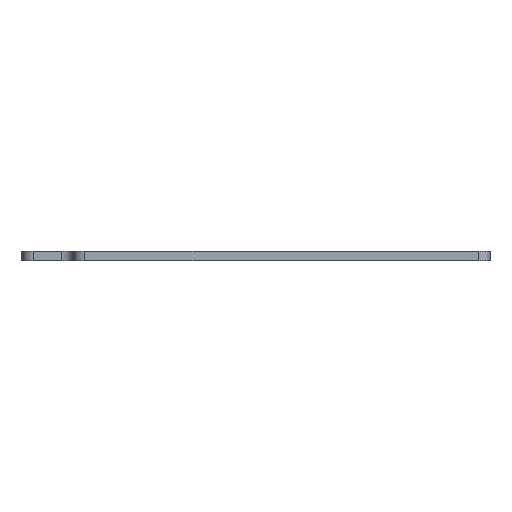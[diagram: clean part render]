
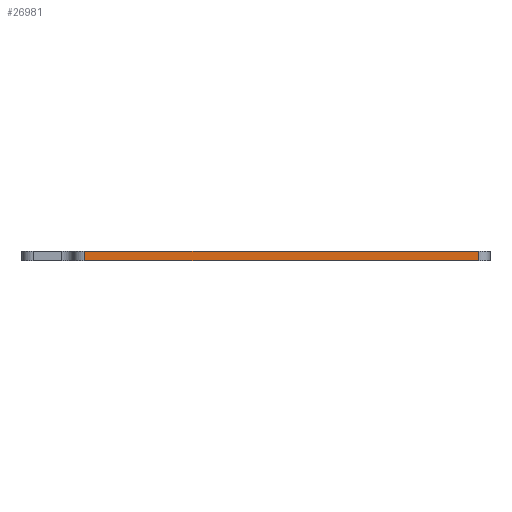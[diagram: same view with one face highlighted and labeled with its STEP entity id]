
A CAD part, left-side view. The second image highlights one B-rep face of the part: STEP entity #26981.
In plain terms, the highlighted planar face has unit normal (-1, 0, 0).
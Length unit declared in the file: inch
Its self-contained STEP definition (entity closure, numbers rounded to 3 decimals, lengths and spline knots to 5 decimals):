
#58 = CYLINDRICAL_SURFACE('',#59,0.07874);
#59 = AXIS2_PLACEMENT_3D('',#60,#61,#62);
#60 = CARTESIAN_POINT('',(-2.17028,1.65354,0.));
#61 = DIRECTION('',(0.,0.,-1.));
#62 = DIRECTION('',(1.,0.,0.));
#86 = PLANE('',#87);
#87 = AXIS2_PLACEMENT_3D('',#88,#89,#90);
#88 = CARTESIAN_POINT('',(-2.17028,1.73228,
    0.06299));
#89 = DIRECTION('',(0.,0.,-1.));
#90 = DIRECTION('',(-1.,0.,0.));
#140 = PLANE('',#141);
#141 = AXIS2_PLACEMENT_3D('',#142,#143,#144);
#142 = CARTESIAN_POINT('',(-2.17028,1.73228,0.));
#143 = DIRECTION('',(0.,0.,-1.));
#144 = DIRECTION('',(-1.,0.,0.));
#156 = VERTEX_POINT('',#157);
#157 = CARTESIAN_POINT('',(-2.24902,1.65354,0.));
#183 = EDGE_CURVE('',#156,#184,#186,.T.);
#184 = VERTEX_POINT('',#185);
#185 = CARTESIAN_POINT('',(-2.24902,1.65354,
    0.06299));
#186 = SURFACE_CURVE('',#187,(#191,#198),.PCURVE_S1.);
#187 = LINE('',#188,#189);
#188 = CARTESIAN_POINT('',(-2.24902,1.65354,0.));
#189 = VECTOR('',#190,0.03937);
#190 = DIRECTION('',(0.,0.,1.));
#191 = PCURVE('',#58,#192);
#192 = DEFINITIONAL_REPRESENTATION('',(#193),#197);
#193 = LINE('',#194,#195);
#194 = CARTESIAN_POINT('',(3.142,0.));
#195 = VECTOR('',#196,1.);
#196 = DIRECTION('',(0.,-1.));
#197 = ( GEOMETRIC_REPRESENTATION_CONTEXT(2) 
PARAMETRIC_REPRESENTATION_CONTEXT() REPRESENTATION_CONTEXT('2D SPACE',''
  ) );
#198 = PCURVE('',#199,#204);
#199 = PLANE('',#200);
#200 = AXIS2_PLACEMENT_3D('',#201,#202,#203);
#201 = CARTESIAN_POINT('',(-2.24902,-1.06299,0.));
#202 = DIRECTION('',(-1.,0.,0.));
#203 = DIRECTION('',(0.,1.,0.));
#204 = DEFINITIONAL_REPRESENTATION('',(#205),#209);
#205 = LINE('',#206,#207);
#206 = CARTESIAN_POINT('',(2.717,0.));
#207 = VECTOR('',#208,1.);
#208 = DIRECTION('',(0.,-1.));
#209 = ( GEOMETRIC_REPRESENTATION_CONTEXT(2) 
PARAMETRIC_REPRESENTATION_CONTEXT() REPRESENTATION_CONTEXT('2D SPACE',''
  ) );
#902 = VERTEX_POINT('',#903);
#903 = CARTESIAN_POINT('',(-2.24902,-1.06299,0.));
#922 = CYLINDRICAL_SURFACE('',#923,0.07874);
#923 = AXIS2_PLACEMENT_3D('',#924,#925,#926);
#924 = CARTESIAN_POINT('',(-2.17028,-1.06299,0.));
#925 = DIRECTION('',(0.,0.,-1.));
#926 = DIRECTION('',(1.,0.,0.));
#934 = EDGE_CURVE('',#902,#156,#935,.T.);
#935 = SURFACE_CURVE('',#936,(#940,#947),.PCURVE_S1.);
#936 = LINE('',#937,#938);
#937 = CARTESIAN_POINT('',(-2.24902,-1.06299,0.));
#938 = VECTOR('',#939,0.03937);
#939 = DIRECTION('',(0.,1.,0.));
#940 = PCURVE('',#140,#941);
#941 = DEFINITIONAL_REPRESENTATION('',(#942),#946);
#942 = LINE('',#943,#944);
#943 = CARTESIAN_POINT('',(0.079,-2.795));
#944 = VECTOR('',#945,1.);
#945 = DIRECTION('',(0.,1.));
#946 = ( GEOMETRIC_REPRESENTATION_CONTEXT(2) 
PARAMETRIC_REPRESENTATION_CONTEXT() REPRESENTATION_CONTEXT('2D SPACE',''
  ) );
#947 = PCURVE('',#199,#948);
#948 = DEFINITIONAL_REPRESENTATION('',(#949),#953);
#949 = LINE('',#950,#951);
#950 = CARTESIAN_POINT('',(0.,0.));
#951 = VECTOR('',#952,1.);
#952 = DIRECTION('',(1.,0.));
#953 = ( GEOMETRIC_REPRESENTATION_CONTEXT(2) 
PARAMETRIC_REPRESENTATION_CONTEXT() REPRESENTATION_CONTEXT('2D SPACE',''
  ) );
#15191 = VERTEX_POINT('',#15192);
#15192 = CARTESIAN_POINT('',(-2.24902,-1.06299,
    0.06299));
#15218 = EDGE_CURVE('',#15191,#184,#15219,.T.);
#15219 = SURFACE_CURVE('',#15220,(#15224,#15231),.PCURVE_S1.);
#15220 = LINE('',#15221,#15222);
#15221 = CARTESIAN_POINT('',(-2.24902,-1.06299,
    0.06299));
#15222 = VECTOR('',#15223,0.03937);
#15223 = DIRECTION('',(0.,1.,0.));
#15224 = PCURVE('',#86,#15225);
#15225 = DEFINITIONAL_REPRESENTATION('',(#15226),#15230);
#15226 = LINE('',#15227,#15228);
#15227 = CARTESIAN_POINT('',(0.079,-2.795));
#15228 = VECTOR('',#15229,1.);
#15229 = DIRECTION('',(0.,1.));
#15230 = ( GEOMETRIC_REPRESENTATION_CONTEXT(2) 
PARAMETRIC_REPRESENTATION_CONTEXT() REPRESENTATION_CONTEXT('2D SPACE',''
  ) );
#15231 = PCURVE('',#199,#15232);
#15232 = DEFINITIONAL_REPRESENTATION('',(#15233),#15237);
#15233 = LINE('',#15234,#15235);
#15234 = CARTESIAN_POINT('',(0.,-0.063));
#15235 = VECTOR('',#15236,1.);
#15236 = DIRECTION('',(1.,0.));
#15237 = ( GEOMETRIC_REPRESENTATION_CONTEXT(2) 
PARAMETRIC_REPRESENTATION_CONTEXT() REPRESENTATION_CONTEXT('2D SPACE',''
  ) );
#26981 = ADVANCED_FACE('',(#26982),#199,.T.);
#26982 = FACE_BOUND('',#26983,.T.);
#26983 = EDGE_LOOP('',(#26984,#27005,#27006,#27007));
#26984 = ORIENTED_EDGE('',*,*,#26985,.T.);
#26985 = EDGE_CURVE('',#902,#15191,#26986,.T.);
#26986 = SURFACE_CURVE('',#26987,(#26991,#26998),.PCURVE_S1.);
#26987 = LINE('',#26988,#26989);
#26988 = CARTESIAN_POINT('',(-2.24902,-1.06299,0.));
#26989 = VECTOR('',#26990,0.03937);
#26990 = DIRECTION('',(0.,0.,1.));
#26991 = PCURVE('',#199,#26992);
#26992 = DEFINITIONAL_REPRESENTATION('',(#26993),#26997);
#26993 = LINE('',#26994,#26995);
#26994 = CARTESIAN_POINT('',(0.,0.));
#26995 = VECTOR('',#26996,1.);
#26996 = DIRECTION('',(0.,-1.));
#26997 = ( GEOMETRIC_REPRESENTATION_CONTEXT(2) 
PARAMETRIC_REPRESENTATION_CONTEXT() REPRESENTATION_CONTEXT('2D SPACE',''
  ) );
#26998 = PCURVE('',#922,#26999);
#26999 = DEFINITIONAL_REPRESENTATION('',(#27000),#27004);
#27000 = LINE('',#27001,#27002);
#27001 = CARTESIAN_POINT('',(3.142,0.));
#27002 = VECTOR('',#27003,1.);
#27003 = DIRECTION('',(0.,-1.));
#27004 = ( GEOMETRIC_REPRESENTATION_CONTEXT(2) 
PARAMETRIC_REPRESENTATION_CONTEXT() REPRESENTATION_CONTEXT('2D SPACE',''
  ) );
#27005 = ORIENTED_EDGE('',*,*,#15218,.T.);
#27006 = ORIENTED_EDGE('',*,*,#183,.F.);
#27007 = ORIENTED_EDGE('',*,*,#934,.F.);
